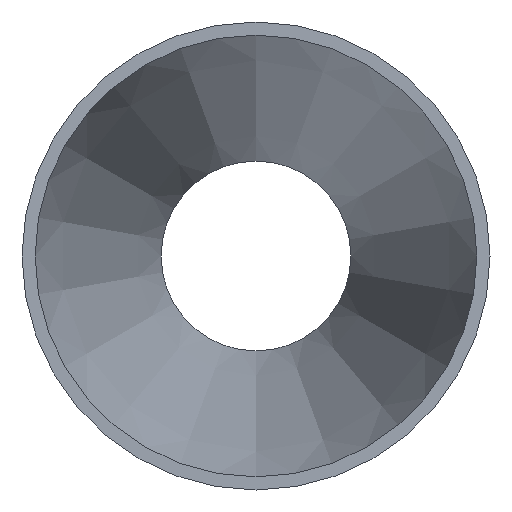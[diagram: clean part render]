
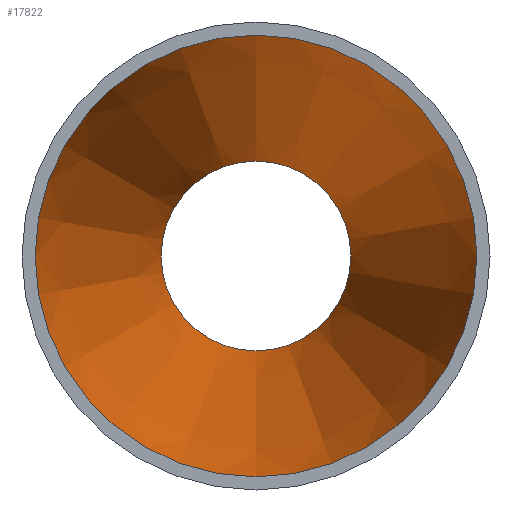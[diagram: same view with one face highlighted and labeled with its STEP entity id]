
A CAD part, front view. The second image highlights one B-rep face of the part: STEP entity #17822.
In plain terms, the highlighted conical face has half-angle 12.316 degrees and reference radius 34.453 mm.
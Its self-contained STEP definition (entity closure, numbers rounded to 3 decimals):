
#2349 = FACE_BOUND ( 'NONE', #3399, .T. ) ;
#3399 = EDGE_LOOP ( 'NONE', ( #4162 ) ) ;
#4162 = ORIENTED_EDGE ( 'NONE', *, *, #25508, .F. ) ;
#4179 = CARTESIAN_POINT ( 'NONE',  ( 0., 0., 0. ) ) ;
#4349 = CARTESIAN_POINT ( 'NONE',  ( 0., 0., -34.453 ) ) ;
#6016 = FACE_OUTER_BOUND ( 'NONE', #11040, .T. ) ;
#6814 = DIRECTION ( 'NONE',  ( 0., -1., 0. ) ) ;
#7743 = DIRECTION ( 'NONE',  ( 0., 0., -1. ) ) ;
#8433 = VERTEX_POINT ( 'NONE', #25703 ) ;
#9499 = CONICAL_SURFACE ( 'NONE', #16285, 34.453, 0.215 ) ;
#11040 = EDGE_LOOP ( 'NONE', ( #24292 ) ) ;
#11859 = AXIS2_PLACEMENT_3D ( 'NONE', #24600, #14233, #7743 ) ;
#12736 = CIRCLE ( 'NONE', #11859, 34.453 ) ;
#13718 = DIRECTION ( 'NONE',  ( 0., 0., -1. ) ) ;
#14233 = DIRECTION ( 'NONE',  ( 0., -1., 0. ) ) ;
#14568 = CIRCLE ( 'NONE', #24530, 14.803 ) ;
#14609 = DIRECTION ( 'NONE',  ( 0., 0., -1. ) ) ;
#16285 = AXIS2_PLACEMENT_3D ( 'NONE', #4179, #23253, #14609 ) ;
#17822 = ADVANCED_FACE ( 'NONE', ( #2349, #6016 ), #9499, .F. ) ;
#19206 = VERTEX_POINT ( 'NONE', #4349 ) ;
#23253 = DIRECTION ( 'NONE',  ( 0., -1., 0. ) ) ;
#24292 = ORIENTED_EDGE ( 'NONE', *, *, #24891, .T. ) ;
#24530 = AXIS2_PLACEMENT_3D ( 'NONE', #26474, #6814, #13718 ) ;
#24600 = CARTESIAN_POINT ( 'NONE',  ( 0., 0., 0. ) ) ;
#24891 = EDGE_CURVE ( 'NONE', #19206, #19206, #12736, .T. ) ;
#25508 = EDGE_CURVE ( 'NONE', #8433, #8433, #14568, .T. ) ;
#25703 = CARTESIAN_POINT ( 'NONE',  ( 0., 90., -14.803 ) ) ;
#26474 = CARTESIAN_POINT ( 'NONE',  ( 0., 90., 0. ) ) ;
